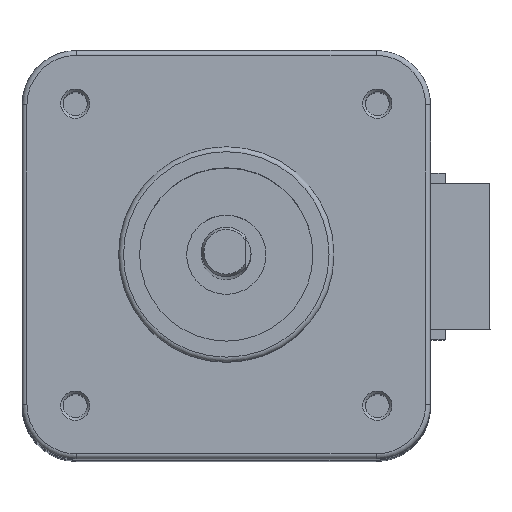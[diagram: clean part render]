
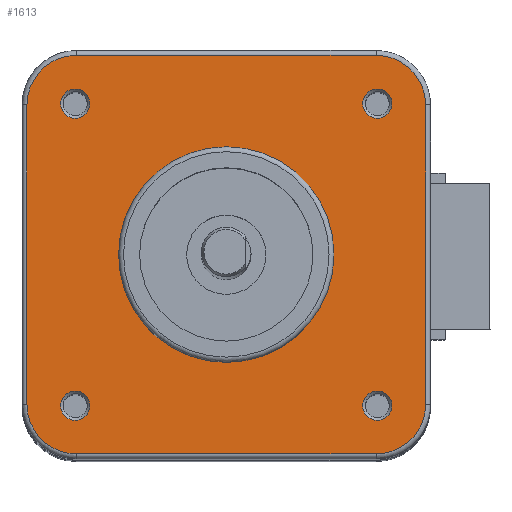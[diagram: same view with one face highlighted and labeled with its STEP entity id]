
A CAD part, front view. The second image highlights one B-rep face of the part: STEP entity #1613.
In plain terms, the highlighted face is planar.
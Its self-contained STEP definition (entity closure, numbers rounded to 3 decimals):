
#34=FACE_BOUND('',#560,.T.);
#35=FACE_BOUND('',#561,.T.);
#36=FACE_BOUND('',#562,.T.);
#37=FACE_BOUND('',#563,.T.);
#38=FACE_BOUND('',#564,.T.);
#74=PLANE('',#1782);
#190=LINE('',#2726,#324);
#191=LINE('',#2730,#325);
#192=LINE('',#2734,#326);
#193=LINE('',#2738,#327);
#324=VECTOR('',#2196,1000.);
#325=VECTOR('',#2199,1000.);
#326=VECTOR('',#2202,1000.);
#327=VECTOR('',#2205,1000.);
#455=FACE_OUTER_BOUND('',#559,.T.);
#559=EDGE_LOOP('',(#1360,#1361,#1362,#1363,#1364,#1365,#1366,#1367));
#560=EDGE_LOOP('',(#1368));
#561=EDGE_LOOP('',(#1369));
#562=EDGE_LOOP('',(#1370));
#563=EDGE_LOOP('',(#1371));
#564=EDGE_LOOP('',(#1372));
#665=CIRCLE('',#1783,5.08);
#666=CIRCLE('',#1784,5.08);
#667=CIRCLE('',#1785,5.08);
#668=CIRCLE('',#1786,5.08);
#669=CIRCLE('',#1787,1.5);
#670=CIRCLE('',#1788,1.5);
#671=CIRCLE('',#1789,1.5);
#672=CIRCLE('',#1790,1.5);
#673=CIRCLE('',#1791,11.049);
#809=VERTEX_POINT('',#2724);
#810=VERTEX_POINT('',#2725);
#811=VERTEX_POINT('',#2727);
#812=VERTEX_POINT('',#2729);
#813=VERTEX_POINT('',#2731);
#814=VERTEX_POINT('',#2733);
#815=VERTEX_POINT('',#2735);
#816=VERTEX_POINT('',#2737);
#817=VERTEX_POINT('',#2740);
#818=VERTEX_POINT('',#2742);
#819=VERTEX_POINT('',#2744);
#820=VERTEX_POINT('',#2746);
#821=VERTEX_POINT('',#2748);
#1008=EDGE_CURVE('',#809,#810,#190,.T.);
#1009=EDGE_CURVE('',#810,#811,#665,.T.);
#1010=EDGE_CURVE('',#811,#812,#191,.T.);
#1011=EDGE_CURVE('',#812,#813,#666,.T.);
#1012=EDGE_CURVE('',#813,#814,#192,.T.);
#1013=EDGE_CURVE('',#814,#815,#667,.T.);
#1014=EDGE_CURVE('',#815,#816,#193,.T.);
#1015=EDGE_CURVE('',#816,#809,#668,.T.);
#1016=EDGE_CURVE('',#817,#817,#669,.T.);
#1017=EDGE_CURVE('',#818,#818,#670,.T.);
#1018=EDGE_CURVE('',#819,#819,#671,.T.);
#1019=EDGE_CURVE('',#820,#820,#672,.T.);
#1020=EDGE_CURVE('',#821,#821,#673,.T.);
#1360=ORIENTED_EDGE('',*,*,#1008,.T.);
#1361=ORIENTED_EDGE('',*,*,#1009,.T.);
#1362=ORIENTED_EDGE('',*,*,#1010,.T.);
#1363=ORIENTED_EDGE('',*,*,#1011,.T.);
#1364=ORIENTED_EDGE('',*,*,#1012,.T.);
#1365=ORIENTED_EDGE('',*,*,#1013,.T.);
#1366=ORIENTED_EDGE('',*,*,#1014,.T.);
#1367=ORIENTED_EDGE('',*,*,#1015,.T.);
#1368=ORIENTED_EDGE('',*,*,#1016,.F.);
#1369=ORIENTED_EDGE('',*,*,#1017,.F.);
#1370=ORIENTED_EDGE('',*,*,#1018,.F.);
#1371=ORIENTED_EDGE('',*,*,#1019,.F.);
#1372=ORIENTED_EDGE('',*,*,#1020,.F.);
#1613=ADVANCED_FACE('',(#455,#34,#35,#36,#37,#38),#74,.T.);
#1782=AXIS2_PLACEMENT_3D('',#2723,#2194,#2195);
#1783=AXIS2_PLACEMENT_3D('',#2728,#2197,#2198);
#1784=AXIS2_PLACEMENT_3D('',#2732,#2200,#2201);
#1785=AXIS2_PLACEMENT_3D('',#2736,#2203,#2204);
#1786=AXIS2_PLACEMENT_3D('',#2739,#2206,#2207);
#1787=AXIS2_PLACEMENT_3D('',#2741,#2208,#2209);
#1788=AXIS2_PLACEMENT_3D('',#2743,#2210,#2211);
#1789=AXIS2_PLACEMENT_3D('',#2745,#2212,#2213);
#1790=AXIS2_PLACEMENT_3D('',#2747,#2214,#2215);
#1791=AXIS2_PLACEMENT_3D('',#2749,#2216,#2217);
#2194=DIRECTION('center_axis',(1.,0.,0.));
#2195=DIRECTION('ref_axis',(0.,0.,-1.));
#2196=DIRECTION('',(0.,0.,-1.));
#2197=DIRECTION('center_axis',(1.,0.,0.));
#2198=DIRECTION('ref_axis',(0.,0.,-1.));
#2199=DIRECTION('',(0.,1.,0.));
#2200=DIRECTION('center_axis',(1.,0.,0.));
#2201=DIRECTION('ref_axis',(0.,0.,-1.));
#2202=DIRECTION('',(0.,0.,1.));
#2203=DIRECTION('center_axis',(1.,0.,0.));
#2204=DIRECTION('ref_axis',(0.,0.,-1.));
#2205=DIRECTION('',(0.,-1.,0.));
#2206=DIRECTION('center_axis',(1.,0.,0.));
#2207=DIRECTION('ref_axis',(0.,0.,-1.));
#2208=DIRECTION('center_axis',(1.,0.,0.));
#2209=DIRECTION('ref_axis',(0.,0.,-1.));
#2210=DIRECTION('center_axis',(1.,0.,0.));
#2211=DIRECTION('ref_axis',(0.,0.,-1.));
#2212=DIRECTION('center_axis',(1.,0.,0.));
#2213=DIRECTION('ref_axis',(0.,0.,-1.));
#2214=DIRECTION('center_axis',(1.,0.,0.));
#2215=DIRECTION('ref_axis',(0.,0.,-1.));
#2216=DIRECTION('center_axis',(1.,0.,0.));
#2217=DIRECTION('ref_axis',(0.,0.,-1.));
#2723=CARTESIAN_POINT('Origin',(149.878,-85.367,15.367));
#2724=CARTESIAN_POINT('',(149.878,-90.447,15.367));
#2725=CARTESIAN_POINT('',(149.878,-90.447,-15.367));
#2726=CARTESIAN_POINT('',(149.878,-90.447,-15.367));
#2727=CARTESIAN_POINT('',(149.878,-85.367,-20.447));
#2728=CARTESIAN_POINT('Origin',(149.878,-85.367,-15.367));
#2729=CARTESIAN_POINT('',(149.878,-54.633,-20.447));
#2730=CARTESIAN_POINT('',(149.878,-54.633,-20.447));
#2731=CARTESIAN_POINT('',(149.878,-49.553,-15.367));
#2732=CARTESIAN_POINT('Origin',(149.878,-54.633,-15.367));
#2733=CARTESIAN_POINT('',(149.878,-49.553,15.367));
#2734=CARTESIAN_POINT('',(149.878,-49.553,15.367));
#2735=CARTESIAN_POINT('',(149.878,-54.633,20.447));
#2736=CARTESIAN_POINT('Origin',(149.878,-54.633,15.367));
#2737=CARTESIAN_POINT('',(149.878,-85.367,20.447));
#2738=CARTESIAN_POINT('',(149.878,-85.367,20.447));
#2739=CARTESIAN_POINT('Origin',(149.878,-85.367,15.367));
#2740=CARTESIAN_POINT('',(149.878,-85.494,-13.994));
#2741=CARTESIAN_POINT('Origin',(149.878,-85.494,-15.494));
#2742=CARTESIAN_POINT('',(149.878,-54.506,16.994));
#2743=CARTESIAN_POINT('Origin',(149.878,-54.506,15.494));
#2744=CARTESIAN_POINT('',(149.878,-54.506,-13.994));
#2745=CARTESIAN_POINT('Origin',(149.878,-54.506,-15.494));
#2746=CARTESIAN_POINT('',(149.878,-85.494,16.994));
#2747=CARTESIAN_POINT('Origin',(149.878,-85.494,15.494));
#2748=CARTESIAN_POINT('',(149.878,-70.,11.049));
#2749=CARTESIAN_POINT('Origin',(149.878,-70.,0.));
